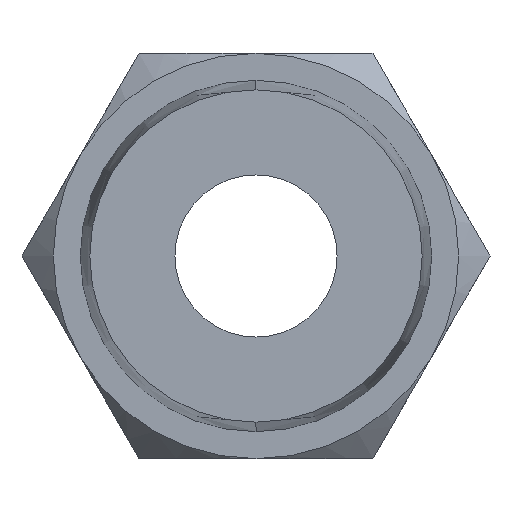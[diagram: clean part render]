
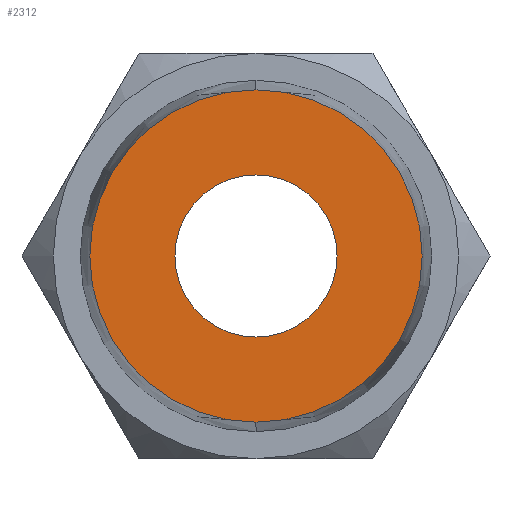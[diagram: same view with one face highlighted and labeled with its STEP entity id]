
A CAD part, left-side view. The second image highlights one B-rep face of the part: STEP entity #2312.
In plain terms, the highlighted planar face has unit normal (-1, 0, 0).
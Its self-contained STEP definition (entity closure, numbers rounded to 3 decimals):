
#77 = VERTEX_POINT ( 'NONE', #1358 ) ;
#192 = CARTESIAN_POINT ( 'NONE',  ( 0., 0., 0. ) ) ;
#369 = DIRECTION ( 'NONE',  ( 0., 0., -1. ) ) ;
#585 = CARTESIAN_POINT ( 'NONE',  ( 0., 0., 0. ) ) ;
#728 = PLANE ( 'NONE',  #2914 ) ;
#786 = ORIENTED_EDGE ( 'NONE', *, *, #2983, .T. ) ;
#805 = DIRECTION ( 'NONE',  ( 0., 0., 1. ) ) ;
#1007 = DIRECTION ( 'NONE',  ( 0., 0., -1. ) ) ;
#1110 = CARTESIAN_POINT ( 'NONE',  ( 0., 0., 0. ) ) ;
#1295 = AXIS2_PLACEMENT_3D ( 'NONE', #585, #4077, #2145 ) ;
#1347 = EDGE_CURVE ( 'NONE', #3594, #2326, #4104, .T. ) ;
#1358 = CARTESIAN_POINT ( 'NONE',  ( 0., 0., -6.15 ) ) ;
#1486 = CARTESIAN_POINT ( 'NONE',  ( 0., 0., 0. ) ) ;
#1614 = CARTESIAN_POINT ( 'NONE',  ( 0., 0., 0. ) ) ;
#1642 = DIRECTION ( 'NONE',  ( -1., 0., 0. ) ) ;
#1662 = ORIENTED_EDGE ( 'NONE', *, *, #3145, .T. ) ;
#1721 = ORIENTED_EDGE ( 'NONE', *, *, #1347, .T. ) ;
#1799 = DIRECTION ( 'NONE',  ( 1., 0., 0. ) ) ;
#2145 = DIRECTION ( 'NONE',  ( 0., 0., 1. ) ) ;
#2269 = DIRECTION ( 'NONE',  ( 0., 0., -1. ) ) ;
#2273 = CIRCLE ( 'NONE', #1295, 6.15 ) ;
#2312 = ADVANCED_FACE ( 'NONE', ( #2671, #4203 ), #728, .F. ) ;
#2326 = VERTEX_POINT ( 'NONE', #4557 ) ;
#2347 = AXIS2_PLACEMENT_3D ( 'NONE', #1614, #1642, #805 ) ;
#2514 = CIRCLE ( 'NONE', #3075, 3. ) ;
#2671 = FACE_BOUND ( 'NONE', #2702, .T. ) ;
#2702 = EDGE_LOOP ( 'NONE', ( #3629, #1721 ) ) ;
#2914 = AXIS2_PLACEMENT_3D ( 'NONE', #1486, #1799, #2269 ) ;
#2983 = EDGE_CURVE ( 'NONE', #77, #4339, #4442, .T. ) ;
#3075 = AXIS2_PLACEMENT_3D ( 'NONE', #1110, #3077, #369 ) ;
#3077 = DIRECTION ( 'NONE',  ( 1., 0., 0. ) ) ;
#3100 = CARTESIAN_POINT ( 'NONE',  ( 0., 0., 6.15 ) ) ;
#3145 = EDGE_CURVE ( 'NONE', #4339, #77, #2273, .T. ) ;
#3594 = VERTEX_POINT ( 'NONE', #4932 ) ;
#3629 = ORIENTED_EDGE ( 'NONE', *, *, #4403, .T. ) ;
#4077 = DIRECTION ( 'NONE',  ( -1., 0., 0. ) ) ;
#4104 = CIRCLE ( 'NONE', #4434, 3. ) ;
#4203 = FACE_OUTER_BOUND ( 'NONE', #4312, .T. ) ;
#4312 = EDGE_LOOP ( 'NONE', ( #786, #1662 ) ) ;
#4339 = VERTEX_POINT ( 'NONE', #3100 ) ;
#4403 = EDGE_CURVE ( 'NONE', #2326, #3594, #2514, .T. ) ;
#4434 = AXIS2_PLACEMENT_3D ( 'NONE', #192, #4766, #1007 ) ;
#4442 = CIRCLE ( 'NONE', #2347, 6.15 ) ;
#4557 = CARTESIAN_POINT ( 'NONE',  ( 0., 0., 3. ) ) ;
#4766 = DIRECTION ( 'NONE',  ( 1., 0., 0. ) ) ;
#4932 = CARTESIAN_POINT ( 'NONE',  ( 0., 0., -3. ) ) ;
